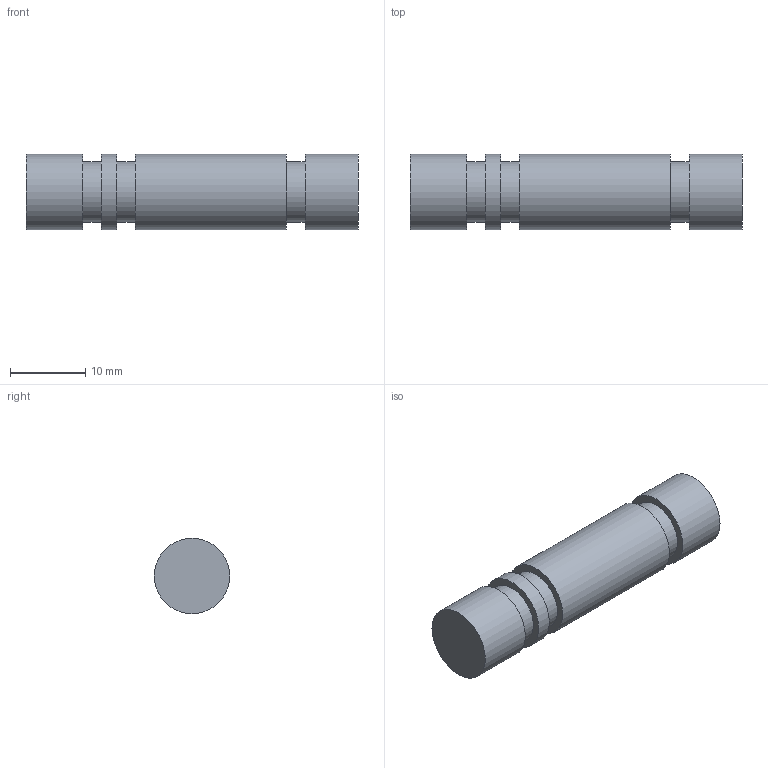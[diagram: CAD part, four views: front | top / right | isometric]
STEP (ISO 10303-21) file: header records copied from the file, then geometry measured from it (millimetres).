
FILE_DESCRIPTION(/* description */ (''),/* implementation_level */ '2;1');
FILE_NAME(/* name */ 'EJE2020_ipt_2314679.STEP',/* time_stamp */ '2021-07-17T23:46:18-05:00',/* author */ ('Usuario'),/* organization */ (''),/* preprocessor_version */ 'ST-DEVELOPER v18',/* originating_system */ 'Autodesk Inventor 2020',/* authorisation */ '');
FILE_SCHEMA (('AUTOMOTIVE_DESIGN { 1 0 10303 214 3 1 1 }'));
Length unit declared in the file: millimetre
Products named in the file (1): EJE2020
Bounding box: 44 x 10 x 10 mm (x, y, z)
Volume: 3243.7 mm3; surface area: 1661.9 mm2
Topology: 1 solids, 1 shells, 15 faces, 35 edges, 28 vertices
Faces by surface type: plane 8, cylinder 7
Full cylindrical faces by diameter (mm): 8 x3, 10 x4
Entity records: 510 total; most frequent: DIRECTION 95, CARTESIAN_POINT 79, ORIENTED_EDGE 70, AXIS2_PLACEMENT_3D 44, EDGE_CURVE 35, CIRCLE 28, VERTEX_POINT 28, EDGE_LOOP 21
